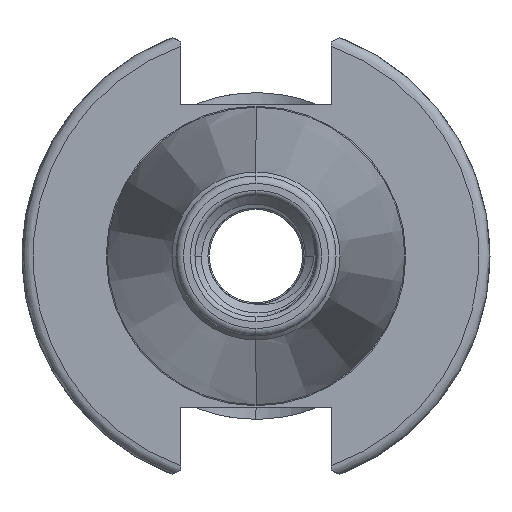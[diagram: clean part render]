
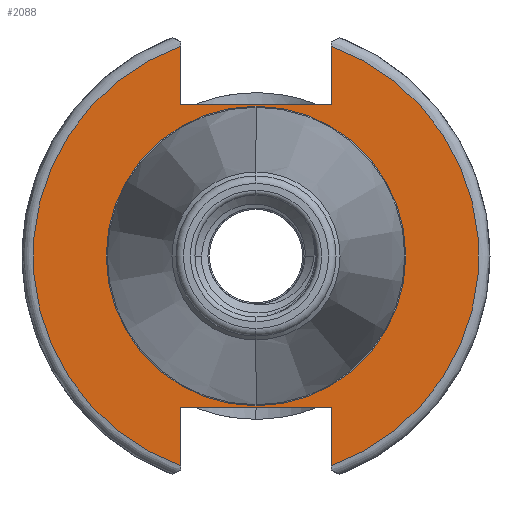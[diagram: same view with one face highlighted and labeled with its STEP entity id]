
A CAD part, left-side view. The second image highlights one B-rep face of the part: STEP entity #2088.
In plain terms, the highlighted planar face has unit normal (-1, 0, 0).
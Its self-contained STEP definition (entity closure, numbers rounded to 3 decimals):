
#30 = VERTEX_POINT ( 'NONE', #2579 ) ;
#60 = VERTEX_POINT ( 'NONE', #2662 ) ;
#61 = VERTEX_POINT ( 'NONE', #2628 ) ;
#66 = VERTEX_POINT ( 'NONE', #2649 ) ;
#77 = VERTEX_POINT ( 'NONE', #2650 ) ;
#104 = VERTEX_POINT ( 'NONE', #2647 ) ;
#125 = VERTEX_POINT ( 'NONE', #2734 ) ;
#557 = VERTEX_POINT ( 'NONE', #2805 ) ;
#607 = VERTEX_POINT ( 'NONE', #2853 ) ;
#619 = VERTEX_POINT ( 'NONE', #2851 ) ;
#2088 = ADVANCED_FACE ( 'NONE', ( #15324, #15318 ), #2326, .F. ) ;
#2315 = CARTESIAN_POINT ( 'NONE',  ( -4., 16.062, 0. ) ) ;
#2324 = DIRECTION ( 'NONE',  ( 0., 0., -1. ) ) ;
#2326 = PLANE ( 'NONE',  #6408 ) ;
#2348 = DIRECTION ( 'NONE',  ( 1., 0., 0. ) ) ;
#2579 = CARTESIAN_POINT ( 'NONE',  ( -4., 8.075, 16.2 ) ) ;
#2628 = CARTESIAN_POINT ( 'NONE',  ( -4., -8.075, -16.2 ) ) ;
#2647 = CARTESIAN_POINT ( 'NONE',  ( -4., 8.075, -16.2 ) ) ;
#2649 = CARTESIAN_POINT ( 'NONE',  ( -4., -8.075, -22.495 ) ) ;
#2650 = CARTESIAN_POINT ( 'NONE',  ( -4., -8.075, 16.2 ) ) ;
#2662 = CARTESIAN_POINT ( 'NONE',  ( -4., -8.075, 22.495 ) ) ;
#2734 = CARTESIAN_POINT ( 'NONE',  ( -4., 8.075, -22.495 ) ) ;
#2805 = CARTESIAN_POINT ( 'NONE',  ( -4., 0., -16.062 ) ) ;
#2851 = CARTESIAN_POINT ( 'NONE',  ( -4., 8.075, 22.495 ) ) ;
#2853 = CARTESIAN_POINT ( 'NONE',  ( -4., 0., 16.062 ) ) ;
#6047 = EDGE_CURVE ( 'NONE', #104, #61, #6975, .T. ) ;
#6063 = EDGE_CURVE ( 'NONE', #125, #104, #6905, .T. ) ;
#6066 = EDGE_CURVE ( 'NONE', #619, #30, #6895, .T. ) ;
#6079 = EDGE_CURVE ( 'NONE', #607, #557, #6889, .T. ) ;
#6097 = EDGE_CURVE ( 'NONE', #66, #61, #6902, .T. ) ;
#6107 = EDGE_CURVE ( 'NONE', #66, #60, #6914, .T. ) ;
#6134 = EDGE_CURVE ( 'NONE', #60, #77, #6920, .T. ) ;
#6143 = EDGE_CURVE ( 'NONE', #30, #77, #6919, .T. ) ;
#6326 = EDGE_CURVE ( 'NONE', #619, #125, #14909, .T. ) ;
#6393 = EDGE_CURVE ( 'NONE', #557, #607, #8998, .T. ) ;
#6408 = AXIS2_PLACEMENT_3D ( 'NONE', #2315, #2348, #2324 ) ;
#6603 = AXIS2_PLACEMENT_3D ( 'NONE', #10270, #10282, #10317 ) ;
#6605 = AXIS2_PLACEMENT_3D ( 'NONE', #10359, #10338, #10324 ) ;
#6608 = AXIS2_PLACEMENT_3D ( 'NONE', #7084, #7118, #7121 ) ;
#6650 = AXIS2_PLACEMENT_3D ( 'NONE', #14826, #14880, #14882 ) ;
#6885 = VECTOR ( 'NONE', #10227, 1000. ) ;
#6889 = CIRCLE ( 'NONE', #6603, 16.062 ) ;
#6892 = VECTOR ( 'NONE', #10278, 1000. ) ;
#6895 = LINE ( 'NONE', #10250, #6885 ) ;
#6902 = LINE ( 'NONE', #10277, #6892 ) ;
#6905 = LINE ( 'NONE', #10226, #6915 ) ;
#6914 = CIRCLE ( 'NONE', #6605, 23.9 ) ;
#6915 = VECTOR ( 'NONE', #10240, 1000. ) ;
#6919 = LINE ( 'NONE', #10418, #6922 ) ;
#6920 = LINE ( 'NONE', #10417, #6928 ) ;
#6922 = VECTOR ( 'NONE', #10448, 1000. ) ;
#6928 = VECTOR ( 'NONE', #10405, 1000. ) ;
#6975 = LINE ( 'NONE', #10170, #6979 ) ;
#6979 = VECTOR ( 'NONE', #10191, 1000. ) ;
#7084 = CARTESIAN_POINT ( 'NONE',  ( -4., 0., 0. ) ) ;
#7118 = DIRECTION ( 'NONE',  ( -1., 0., 0. ) ) ;
#7121 = DIRECTION ( 'NONE',  ( 0., 0., 1. ) ) ;
#8998 = CIRCLE ( 'NONE', #6650, 16.062 ) ;
#9060 = EDGE_LOOP ( 'NONE', ( #9396, #9431 ) ) ;
#9122 = EDGE_LOOP ( 'NONE', ( #9434, #9420, #9416, #9441, #9452, #9411, #9450, #9421 ) ) ;
#9396 = ORIENTED_EDGE ( 'NONE', *, *, #6079, .F. ) ;
#9411 = ORIENTED_EDGE ( 'NONE', *, *, #6134, .T. ) ;
#9416 = ORIENTED_EDGE ( 'NONE', *, *, #6047, .T. ) ;
#9420 = ORIENTED_EDGE ( 'NONE', *, *, #6063, .T. ) ;
#9421 = ORIENTED_EDGE ( 'NONE', *, *, #6066, .F. ) ;
#9431 = ORIENTED_EDGE ( 'NONE', *, *, #6393, .F. ) ;
#9434 = ORIENTED_EDGE ( 'NONE', *, *, #6326, .T. ) ;
#9441 = ORIENTED_EDGE ( 'NONE', *, *, #6097, .F. ) ;
#9450 = ORIENTED_EDGE ( 'NONE', *, *, #6143, .F. ) ;
#9452 = ORIENTED_EDGE ( 'NONE', *, *, #6107, .T. ) ;
#10170 = CARTESIAN_POINT ( 'NONE',  ( -4., -8.075, -16.2 ) ) ;
#10191 = DIRECTION ( 'NONE',  ( 0., -1., 0. ) ) ;
#10226 = CARTESIAN_POINT ( 'NONE',  ( -4., 8.075, -25.1 ) ) ;
#10227 = DIRECTION ( 'NONE',  ( 0., 0., -1. ) ) ;
#10240 = DIRECTION ( 'NONE',  ( 0., 0., 1. ) ) ;
#10250 = CARTESIAN_POINT ( 'NONE',  ( -4., 8.075, 25.1 ) ) ;
#10270 = CARTESIAN_POINT ( 'NONE',  ( -4., 0., 0. ) ) ;
#10277 = CARTESIAN_POINT ( 'NONE',  ( -4., -8.075, -25.1 ) ) ;
#10278 = DIRECTION ( 'NONE',  ( 0., 0., 1. ) ) ;
#10282 = DIRECTION ( 'NONE',  ( -1., 0., 0. ) ) ;
#10317 = DIRECTION ( 'NONE',  ( 0., 0., 1. ) ) ;
#10324 = DIRECTION ( 'NONE',  ( 0., 0., 1. ) ) ;
#10338 = DIRECTION ( 'NONE',  ( -1., 0., 0. ) ) ;
#10359 = CARTESIAN_POINT ( 'NONE',  ( -4., 0., 0. ) ) ;
#10405 = DIRECTION ( 'NONE',  ( 0., 0., -1. ) ) ;
#10417 = CARTESIAN_POINT ( 'NONE',  ( -4., -8.075, 25.1 ) ) ;
#10418 = CARTESIAN_POINT ( 'NONE',  ( -4., -8.075, 16.2 ) ) ;
#10448 = DIRECTION ( 'NONE',  ( 0., -1., 0. ) ) ;
#14826 = CARTESIAN_POINT ( 'NONE',  ( -4., 0., 0. ) ) ;
#14880 = DIRECTION ( 'NONE',  ( -1., 0., 0. ) ) ;
#14882 = DIRECTION ( 'NONE',  ( 0., 0., 1. ) ) ;
#14909 = CIRCLE ( 'NONE', #6608, 23.9 ) ;
#15318 = FACE_BOUND ( 'NONE', #9060, .T. ) ;
#15324 = FACE_OUTER_BOUND ( 'NONE', #9122, .T. ) ;
